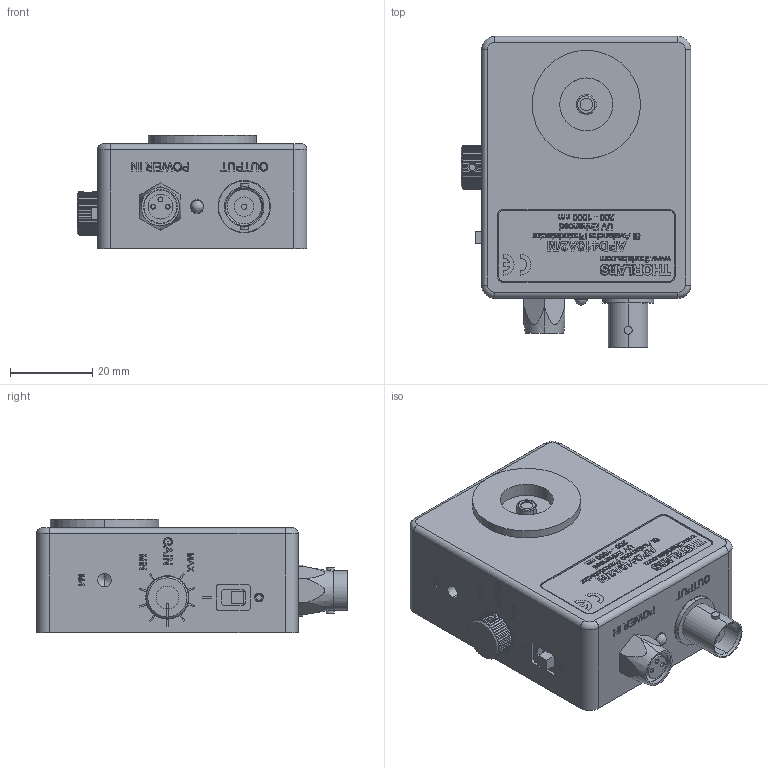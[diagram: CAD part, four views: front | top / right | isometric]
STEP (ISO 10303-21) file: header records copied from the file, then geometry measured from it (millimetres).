
FILE_DESCRIPTION (( 'STEP AP214' ), '1' );
FILE_NAME ('MTN005413.STEP', '2015-09-29T15:15:59', ( 'tempinstall' ), ( '' ), 'SwSTEP 2.0', 'SolidWorks 2014', '' );
FILE_SCHEMA (( 'AUTOMOTIVE_DESIGN' ));
Length unit declared in the file: millimetre
Products named in the file (1): MTN005413
Bounding box: 55.8 x 75.46 x 27.43 mm (x, y, z)
Surface area: 30099.9 mm2 (no closed solid volume)
Topology: 0 solids, 15 shells, 2464 faces, 6472 edges, 4248 vertices
Faces by surface type: plane 1338, bspline 588, cylinder 436, cone 89, sphere 7, torus 6
Entity records: 129432 total; most frequent: CARTESIAN_POINT 45137, ORIENTED_EDGE 12844, DIRECTION 9781, EDGE_CURVE 6422, VECTOR 4245, LINE 4245, VERTEX_POINT 4237, AXIS2_PLACEMENT_3D 2768
